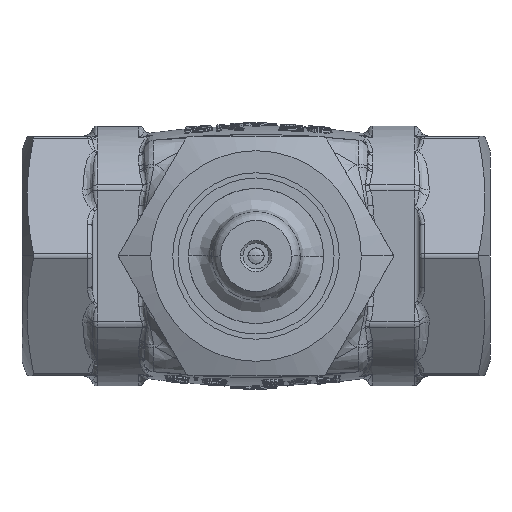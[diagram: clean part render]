
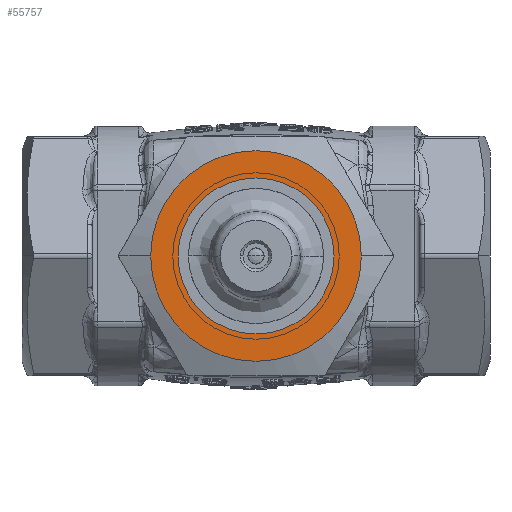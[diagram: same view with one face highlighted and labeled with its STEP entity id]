
A CAD part, front view. The second image highlights one B-rep face of the part: STEP entity #55757.
In plain terms, the highlighted planar face has unit normal (0, -1, 0).
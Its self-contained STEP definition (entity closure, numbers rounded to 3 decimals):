
#8643=CARTESIAN_POINT('',(0.,-45.,0.));
#8644=DIRECTION('',(0.,-1.,0.));
#8645=DIRECTION('',(-1.,0.,0.));
#8646=AXIS2_PLACEMENT_3D('',#8643,#8644,#8645);
#8648=CARTESIAN_POINT('',(0.,-45.,0.));
#8649=DIRECTION('',(0.,1.,0.));
#8650=DIRECTION('',(-1.,0.,0.));
#8651=AXIS2_PLACEMENT_3D('',#8648,#8649,#8650);
#8653=CARTESIAN_POINT('',(0.,-45.,0.));
#8654=DIRECTION('',(0.,1.,0.));
#8655=DIRECTION('',(-1.,0.,0.));
#8656=AXIS2_PLACEMENT_3D('',#8653,#8654,#8655);
#8658=CARTESIAN_POINT('',(0.,-45.,0.));
#8659=DIRECTION('',(0.,1.,0.));
#8660=DIRECTION('',(1.,0.,0.));
#8661=AXIS2_PLACEMENT_3D('',#8658,#8659,#8660);
#49219=CARTESIAN_POINT('',(-15.,-45.,0.));
#49221=VERTEX_POINT('',#49219);
#49227=CARTESIAN_POINT('',(15.,-45.,0.));
#49229=VERTEX_POINT('',#49227);
#49740=CARTESIAN_POINT('',(-20.25,-45.,0.));
#49741=CARTESIAN_POINT('',(20.25,-45.,0.));
#49742=VERTEX_POINT('',#49740);
#49743=VERTEX_POINT('',#49741);
#55742=CARTESIAN_POINT('',(0.,-45.,0.));
#55743=DIRECTION('',(0.,1.,0.));
#55744=DIRECTION('',(1.,0.,0.));
#55745=AXIS2_PLACEMENT_3D('',#55742,#55743,#55744);
#55746=PLANE('',#55745);
#55747=ORIENTED_EDGE('',*,*,#55731,.T.);
#55748=ORIENTED_EDGE('',*,*,#55676,.T.);
#55749=EDGE_LOOP('',(#55747,#55748));
#55750=FACE_OUTER_BOUND('',#55749,.F.);
#55752=ORIENTED_EDGE('',*,*,#55751,.T.);
#55754=ORIENTED_EDGE('',*,*,#55753,.F.);
#55755=EDGE_LOOP('',(#55752,#55754));
#55756=FACE_BOUND('',#55755,.F.);
#55757=ADVANCED_FACE('',(#55750,#55756),#55746,.F.);
#8647=CIRCLE('',#8646,15.);
#8652=CIRCLE('',#8651,15.);
#8657=CIRCLE('',#8656,20.25);
#8662=CIRCLE('',#8661,20.25);
#55676=EDGE_CURVE('',#49743,#49742,#8662,.T.);
#55731=EDGE_CURVE('',#49742,#49743,#8657,.T.);
#55751=EDGE_CURVE('',#49221,#49229,#8647,.T.);
#55753=EDGE_CURVE('',#49221,#49229,#8652,.T.);
